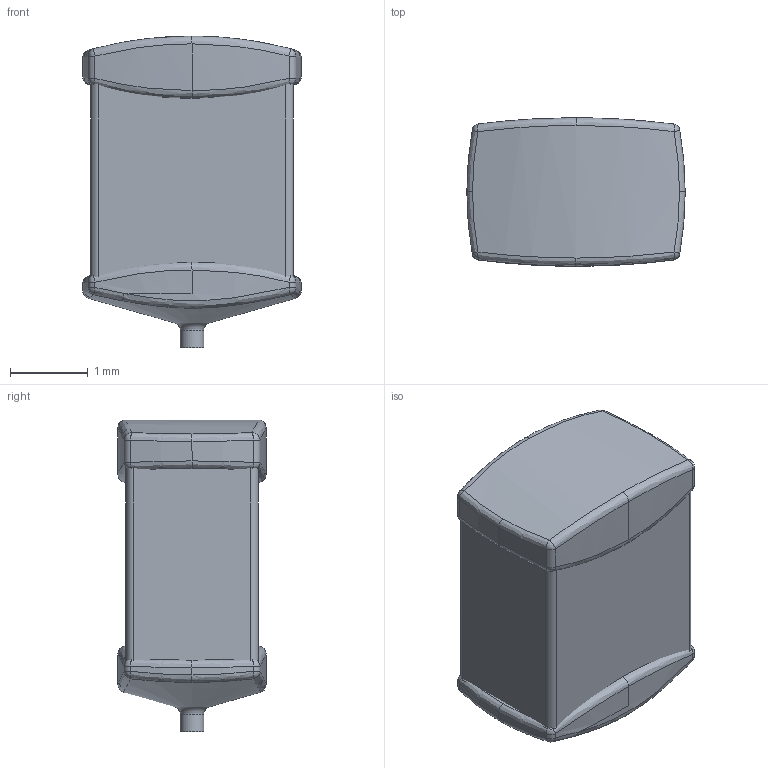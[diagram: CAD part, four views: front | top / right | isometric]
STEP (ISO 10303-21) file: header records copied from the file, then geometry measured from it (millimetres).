
FILE_DESCRIPTION(/* description */ (''),/* implementation_level */ '2;1');
FILE_NAME(/* name */ '',/* time_stamp */ '',/* author */ (''),/* organization */ (''),/* preprocessor_version */ '',/* originating_system */ '',/* authorisation */ '');
FILE_SCHEMA (('AUTOMOTIVE_DESIGN { 1 0 10303 214 3 1 1 }'));
Length unit declared in the file: millimetre
Products named in the file (4): Vishay 595D-B; Vishay 595D-B_Cathode; Vishay 595D-B_Cathode_1; Vishay 595D-B_Body
Assembly tree (3 placements, depth 2):
  Vishay 595D-B
    Vishay 595D-B_Cathode
    Vishay 595D-B_Cathode_1
    Vishay 595D-B_Body
Bounding box: 2.8 x 1.9 x 4 mm (x, y, z)
Volume: 17.1 mm3; surface area: 57.8 mm2
Topology: 3 solids, 3 shells, 89 faces, 185 edges, 102 vertices
Faces by surface type: cylinder 32, bspline 32, sphere 16, plane 7, torus 1, cone 1
Full cylindrical faces by diameter (mm): 0.3 x1
Entity records: 2987 total; most frequent: CARTESIAN_POINT 1192, ORIENTED_EDGE 362, DIRECTION 322, EDGE_CURVE 181, AXIS2_PLACEMENT_3D 141, VERTEX_POINT 101, EDGE_LOOP 92, FACE_OUTER_BOUND 89
